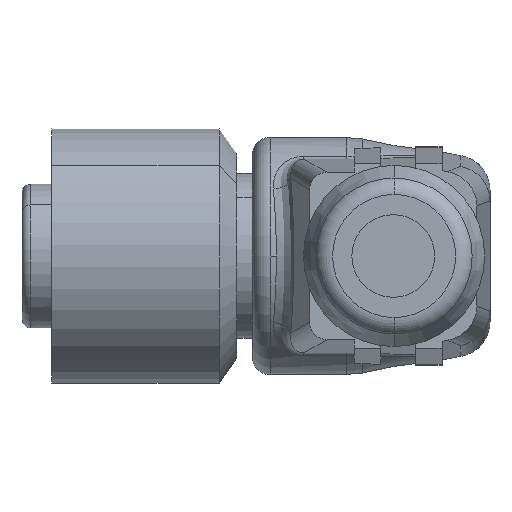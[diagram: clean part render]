
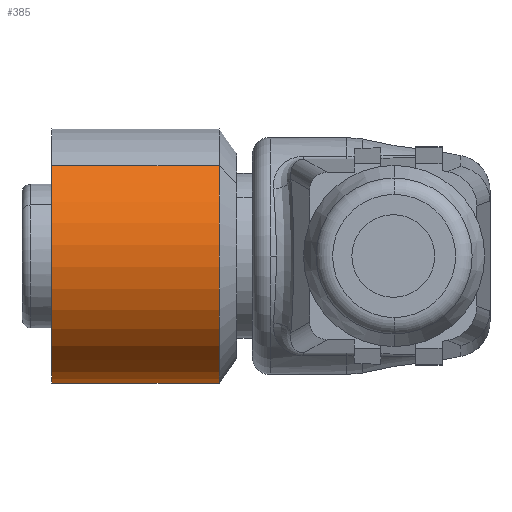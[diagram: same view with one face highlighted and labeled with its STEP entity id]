
A CAD part, front view. The second image highlights one B-rep face of the part: STEP entity #385.
In plain terms, the highlighted cylindrical face has radius 7.25 mm (diameter 14.5 mm), a partial arc.
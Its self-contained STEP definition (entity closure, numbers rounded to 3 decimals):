
#385=ADVANCED_FACE('',(#831),#832,.T.);
#831=FACE_OUTER_BOUND('',#1626,.T.);
#832=CYLINDRICAL_SURFACE('',#1627,7.25);
#1626=EDGE_LOOP('',(#3501,#3502,#3503,#3504));
#1627=AXIS2_PLACEMENT_3D('',#3505,#3506,#3507);
#3501=ORIENTED_EDGE('',*,*,#4239,.T.);
#3502=ORIENTED_EDGE('',*,*,#4534,.F.);
#3503=ORIENTED_EDGE('',*,*,#4241,.T.);
#3504=ORIENTED_EDGE('',*,*,#4535,.T.);
#3505=CARTESIAN_POINT('',(10.904,27.333,0.));
#3506=DIRECTION('',(-1.0,0.,0.));
#3507=DIRECTION('',(0.,0.707,-0.707));
#4239=EDGE_CURVE('',#4941,#4880,#4942,.T.);
#4241=EDGE_CURVE('',#4876,#4943,#4945,.T.);
#4534=EDGE_CURVE('',#4876,#4880,#5377,.T.);
#4535=EDGE_CURVE('',#4943,#4941,#5378,.T.);
#4876=VERTEX_POINT('',#5788);
#4880=VERTEX_POINT('',#5793);
#4941=VERTEX_POINT('',#5976);
#4942=LINE('',#5977,#5978);
#4943=VERTEX_POINT('',#5979);
#4945=LINE('',#5981,#5982);
#5377=CIRCLE('',#7422,7.25);
#5378=CIRCLE('',#7423,7.25);
#5788=CARTESIAN_POINT('',(20.404,22.207,5.127));
#5793=CARTESIAN_POINT('',(20.404,32.46,-5.127));
#5976=CARTESIAN_POINT('',(10.904,32.46,-5.127));
#5977=CARTESIAN_POINT('',(10.904,32.46,-5.127));
#5978=VECTOR('',#8053,1.0);
#5979=CARTESIAN_POINT('',(10.904,22.207,5.127));
#5981=CARTESIAN_POINT('',(10.904,22.207,5.127));
#5982=VECTOR('',#8057,1.0);
#7422=AXIS2_PLACEMENT_3D('',#8408,#8409,#8410);
#7423=AXIS2_PLACEMENT_3D('',#8411,#8412,#8413);
#8053=DIRECTION('',(1.0,0.,0.));
#8057=DIRECTION('',(-1.0,0.,0.));
#8408=CARTESIAN_POINT('',(20.404,27.333,0.));
#8409=DIRECTION('',(1.0,0.,0.));
#8410=DIRECTION('',(0.,0.707,-0.707));
#8411=CARTESIAN_POINT('',(10.904,27.333,0.));
#8412=DIRECTION('',(1.0,0.,0.));
#8413=DIRECTION('',(0.,0.707,-0.707));
